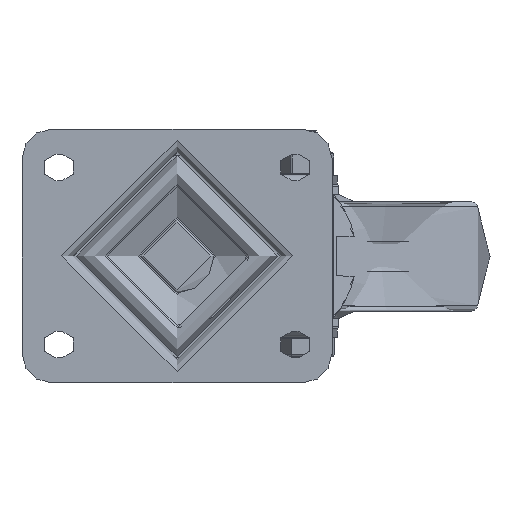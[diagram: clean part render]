
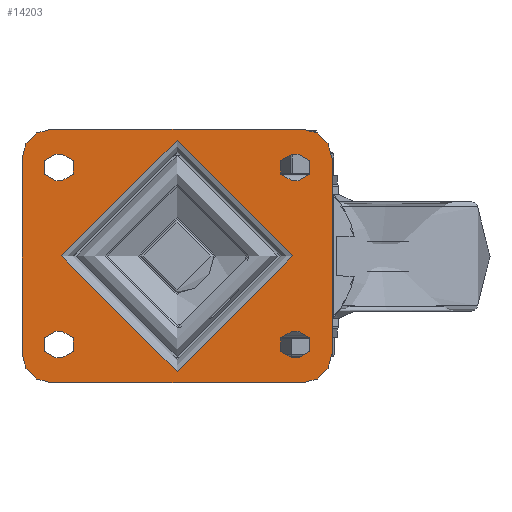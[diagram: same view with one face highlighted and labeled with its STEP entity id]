
A CAD part, top view. The second image highlights one B-rep face of the part: STEP entity #14203.
In plain terms, the highlighted planar face has unit normal (0, 0, 1).
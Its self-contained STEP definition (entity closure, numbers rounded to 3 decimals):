
#1238=FACE_BOUND('',#5293,.T.);
#1239=FACE_BOUND('',#5294,.T.);
#1240=FACE_BOUND('',#5295,.T.);
#1241=FACE_BOUND('',#5296,.T.);
#1242=FACE_BOUND('',#5297,.T.);
#1561=PLANE('',#15527);
#2538=LINE('',#31674,#3459);
#2539=LINE('',#31675,#3460);
#2540=LINE('',#31676,#3461);
#2541=LINE('',#31677,#3462);
#2542=LINE('',#31678,#3463);
#2543=LINE('',#31679,#3464);
#2544=LINE('',#31680,#3465);
#2545=LINE('',#31681,#3466);
#2546=LINE('',#31682,#3467);
#2547=LINE('',#31683,#3468);
#2548=LINE('',#31684,#3469);
#2549=LINE('',#31685,#3470);
#3459=VECTOR('',#18532,1000.);
#3460=VECTOR('',#18533,1000.);
#3461=VECTOR('',#18534,1000.);
#3462=VECTOR('',#18535,1000.);
#3463=VECTOR('',#18536,1000.);
#3464=VECTOR('',#18537,1000.);
#3465=VECTOR('',#18538,1000.);
#3466=VECTOR('',#18539,1000.);
#3467=VECTOR('',#18540,1000.);
#3468=VECTOR('',#18541,1000.);
#3469=VECTOR('',#18542,1000.);
#3470=VECTOR('',#18543,1000.);
#4334=FACE_OUTER_BOUND('',#5292,.T.);
#5292=EDGE_LOOP('',(#12715,#12716,#12717,#12718,#12719,#12720,#12721,#12722));
#5293=EDGE_LOOP('',(#12723));
#5294=EDGE_LOOP('',(#12724,#12725,#12726,#12727));
#5295=EDGE_LOOP('',(#12728,#12729,#12730,#12731));
#5296=EDGE_LOOP('',(#12732,#12733,#12734,#12735));
#5297=EDGE_LOOP('',(#12736,#12737,#12738,#12739));
#5743=CIRCLE('',#15196,4.5);
#5745=CIRCLE('',#15199,4.5);
#5747=CIRCLE('',#15202,4.5);
#5749=CIRCLE('',#15205,4.5);
#5751=CIRCLE('',#15208,4.5);
#5753=CIRCLE('',#15211,4.5);
#5755=CIRCLE('',#15214,4.5);
#5757=CIRCLE('',#15217,4.5);
#5758=CIRCLE('',#15219,10.);
#5760=CIRCLE('',#15222,10.);
#5762=CIRCLE('',#15225,10.);
#5764=CIRCLE('',#15228,10.);
#5774=CIRCLE('',#15242,39.);
#6863=VERTEX_POINT('',#30460);
#6864=VERTEX_POINT('',#30462);
#6867=VERTEX_POINT('',#30469);
#6868=VERTEX_POINT('',#30471);
#6871=VERTEX_POINT('',#30478);
#6872=VERTEX_POINT('',#30480);
#6875=VERTEX_POINT('',#30487);
#6876=VERTEX_POINT('',#30489);
#6879=VERTEX_POINT('',#30496);
#6880=VERTEX_POINT('',#30498);
#6883=VERTEX_POINT('',#30505);
#6884=VERTEX_POINT('',#30507);
#6887=VERTEX_POINT('',#30514);
#6888=VERTEX_POINT('',#30516);
#6891=VERTEX_POINT('',#30523);
#6892=VERTEX_POINT('',#30525);
#6893=VERTEX_POINT('',#30529);
#6894=VERTEX_POINT('',#30530);
#6897=VERTEX_POINT('',#30538);
#6898=VERTEX_POINT('',#30539);
#6901=VERTEX_POINT('',#30547);
#6902=VERTEX_POINT('',#30548);
#6905=VERTEX_POINT('',#30556);
#6906=VERTEX_POINT('',#30557);
#6915=VERTEX_POINT('',#30583);
#8613=EDGE_CURVE('',#6864,#6863,#5743,.T.);
#8617=EDGE_CURVE('',#6868,#6867,#5745,.T.);
#8621=EDGE_CURVE('',#6872,#6871,#5747,.T.);
#8625=EDGE_CURVE('',#6876,#6875,#5749,.T.);
#8629=EDGE_CURVE('',#6880,#6879,#5751,.T.);
#8633=EDGE_CURVE('',#6884,#6883,#5753,.T.);
#8637=EDGE_CURVE('',#6888,#6887,#5755,.T.);
#8641=EDGE_CURVE('',#6892,#6891,#5757,.T.);
#8643=EDGE_CURVE('',#6893,#6894,#5758,.T.);
#8647=EDGE_CURVE('',#6897,#6898,#5760,.T.);
#8651=EDGE_CURVE('',#6901,#6902,#5762,.T.);
#8655=EDGE_CURVE('',#6905,#6906,#5764,.T.);
#8668=EDGE_CURVE('',#6915,#6915,#5774,.T.);
#9039=EDGE_CURVE('',#6902,#6905,#2538,.T.);
#9040=EDGE_CURVE('',#6898,#6901,#2539,.T.);
#9041=EDGE_CURVE('',#6894,#6897,#2540,.T.);
#9042=EDGE_CURVE('',#6906,#6893,#2541,.T.);
#9043=EDGE_CURVE('',#6887,#6892,#2542,.T.);
#9044=EDGE_CURVE('',#6891,#6888,#2543,.T.);
#9045=EDGE_CURVE('',#6879,#6884,#2544,.T.);
#9046=EDGE_CURVE('',#6883,#6880,#2545,.T.);
#9047=EDGE_CURVE('',#6871,#6876,#2546,.T.);
#9048=EDGE_CURVE('',#6875,#6872,#2547,.T.);
#9049=EDGE_CURVE('',#6863,#6868,#2548,.T.);
#9050=EDGE_CURVE('',#6867,#6864,#2549,.T.);
#12715=ORIENTED_EDGE('',*,*,#8655,.F.);
#12716=ORIENTED_EDGE('',*,*,#9039,.F.);
#12717=ORIENTED_EDGE('',*,*,#8651,.F.);
#12718=ORIENTED_EDGE('',*,*,#9040,.F.);
#12719=ORIENTED_EDGE('',*,*,#8647,.F.);
#12720=ORIENTED_EDGE('',*,*,#9041,.F.);
#12721=ORIENTED_EDGE('',*,*,#8643,.F.);
#12722=ORIENTED_EDGE('',*,*,#9042,.F.);
#12723=ORIENTED_EDGE('',*,*,#8668,.F.);
#12724=ORIENTED_EDGE('',*,*,#9043,.T.);
#12725=ORIENTED_EDGE('',*,*,#8641,.T.);
#12726=ORIENTED_EDGE('',*,*,#9044,.T.);
#12727=ORIENTED_EDGE('',*,*,#8637,.T.);
#12728=ORIENTED_EDGE('',*,*,#9045,.T.);
#12729=ORIENTED_EDGE('',*,*,#8633,.T.);
#12730=ORIENTED_EDGE('',*,*,#9046,.T.);
#12731=ORIENTED_EDGE('',*,*,#8629,.T.);
#12732=ORIENTED_EDGE('',*,*,#9047,.T.);
#12733=ORIENTED_EDGE('',*,*,#8625,.T.);
#12734=ORIENTED_EDGE('',*,*,#9048,.T.);
#12735=ORIENTED_EDGE('',*,*,#8621,.T.);
#12736=ORIENTED_EDGE('',*,*,#9049,.T.);
#12737=ORIENTED_EDGE('',*,*,#8617,.T.);
#12738=ORIENTED_EDGE('',*,*,#9050,.T.);
#12739=ORIENTED_EDGE('',*,*,#8613,.T.);
#14203=ADVANCED_FACE('',(#4334,#1238,#1239,#1240,#1241,#1242),#1561,.T.);
#15196=AXIS2_PLACEMENT_3D('',#30463,#17662,#17663);
#15199=AXIS2_PLACEMENT_3D('',#30472,#17670,#17671);
#15202=AXIS2_PLACEMENT_3D('',#30481,#17678,#17679);
#15205=AXIS2_PLACEMENT_3D('',#30490,#17686,#17687);
#15208=AXIS2_PLACEMENT_3D('',#30499,#17694,#17695);
#15211=AXIS2_PLACEMENT_3D('',#30508,#17702,#17703);
#15214=AXIS2_PLACEMENT_3D('',#30517,#17710,#17711);
#15217=AXIS2_PLACEMENT_3D('',#30526,#17718,#17719);
#15219=AXIS2_PLACEMENT_3D('',#30531,#17723,#17724);
#15222=AXIS2_PLACEMENT_3D('',#30540,#17731,#17732);
#15225=AXIS2_PLACEMENT_3D('',#30549,#17739,#17740);
#15228=AXIS2_PLACEMENT_3D('',#30558,#17747,#17748);
#15242=AXIS2_PLACEMENT_3D('',#30584,#17778,#17779);
#15527=AXIS2_PLACEMENT_3D('',#31673,#18530,#18531);
#17662=DIRECTION('center_axis',(0.,0.,-1.));
#17663=DIRECTION('ref_axis',(1.,0.,0.));
#17670=DIRECTION('center_axis',(0.,0.,-1.));
#17671=DIRECTION('ref_axis',(-1.,0.,0.));
#17678=DIRECTION('center_axis',(0.,0.,-1.));
#17679=DIRECTION('ref_axis',(1.,0.,0.));
#17686=DIRECTION('center_axis',(0.,0.,-1.));
#17687=DIRECTION('ref_axis',(-1.,0.,0.));
#17694=DIRECTION('center_axis',(0.,0.,-1.));
#17695=DIRECTION('ref_axis',(-1.,0.,0.));
#17702=DIRECTION('center_axis',(0.,0.,-1.));
#17703=DIRECTION('ref_axis',(1.,0.,0.));
#17710=DIRECTION('center_axis',(0.,0.,-1.));
#17711=DIRECTION('ref_axis',(-1.,0.,0.));
#17718=DIRECTION('center_axis',(0.,0.,-1.));
#17719=DIRECTION('ref_axis',(1.,0.,0.));
#17723=DIRECTION('center_axis',(0.,0.,-1.));
#17724=DIRECTION('ref_axis',(-0.707,0.707,0.));
#17731=DIRECTION('center_axis',(0.,0.,-1.));
#17732=DIRECTION('ref_axis',(0.707,0.707,0.));
#17739=DIRECTION('center_axis',(0.,0.,-1.));
#17740=DIRECTION('ref_axis',(0.707,-0.707,0.));
#17747=DIRECTION('center_axis',(0.,0.,-1.));
#17748=DIRECTION('ref_axis',(-0.707,-0.707,0.));
#17778=DIRECTION('center_axis',(0.,0.,1.));
#17779=DIRECTION('ref_axis',(0.,-1.,0.));
#18530=DIRECTION('center_axis',(0.,0.,1.));
#18531=DIRECTION('ref_axis',(1.,0.,0.));
#18532=DIRECTION('',(-1.,0.,0.));
#18533=DIRECTION('',(0.,-1.,0.));
#18534=DIRECTION('',(1.,0.,0.));
#18535=DIRECTION('',(0.,1.,0.));
#18536=DIRECTION('',(-1.,0.,0.));
#18537=DIRECTION('',(1.,0.,0.));
#18538=DIRECTION('',(-1.,0.,0.));
#18539=DIRECTION('',(1.,0.,0.));
#18540=DIRECTION('',(1.,0.,0.));
#18541=DIRECTION('',(-1.,0.,0.));
#18542=DIRECTION('',(1.,0.,0.));
#18543=DIRECTION('',(-1.,0.,0.));
#30460=CARTESIAN_POINT('',(39.,-25.5,0.));
#30462=CARTESIAN_POINT('',(39.,-34.5,0.));
#30463=CARTESIAN_POINT('Origin',(39.,-30.,0.));
#30469=CARTESIAN_POINT('',(41.,-34.5,0.));
#30471=CARTESIAN_POINT('',(41.,-25.5,0.));
#30472=CARTESIAN_POINT('Origin',(41.,-30.,0.));
#30478=CARTESIAN_POINT('',(39.,34.5,0.));
#30480=CARTESIAN_POINT('',(39.,25.5,0.));
#30481=CARTESIAN_POINT('Origin',(39.,30.,0.));
#30487=CARTESIAN_POINT('',(41.,25.5,0.));
#30489=CARTESIAN_POINT('',(41.,34.5,0.));
#30490=CARTESIAN_POINT('Origin',(41.,30.,0.));
#30496=CARTESIAN_POINT('',(-39.,-34.5,0.));
#30498=CARTESIAN_POINT('',(-39.,-25.5,0.));
#30499=CARTESIAN_POINT('Origin',(-39.,-30.,0.));
#30505=CARTESIAN_POINT('',(-41.,-25.5,0.));
#30507=CARTESIAN_POINT('',(-41.,-34.5,0.));
#30508=CARTESIAN_POINT('Origin',(-41.,-30.,0.));
#30514=CARTESIAN_POINT('',(-39.,25.5,0.));
#30516=CARTESIAN_POINT('',(-39.,34.5,0.));
#30517=CARTESIAN_POINT('Origin',(-39.,30.,0.));
#30523=CARTESIAN_POINT('',(-41.,34.5,0.));
#30525=CARTESIAN_POINT('',(-41.,25.5,0.));
#30526=CARTESIAN_POINT('Origin',(-41.,30.,0.));
#30529=CARTESIAN_POINT('',(-52.5,33.,0.));
#30530=CARTESIAN_POINT('',(-42.5,43.,0.));
#30531=CARTESIAN_POINT('Origin',(-42.5,33.,0.));
#30538=CARTESIAN_POINT('',(42.5,43.,0.));
#30539=CARTESIAN_POINT('',(52.5,33.,0.));
#30540=CARTESIAN_POINT('Origin',(42.5,33.,0.));
#30547=CARTESIAN_POINT('',(52.5,-33.,0.));
#30548=CARTESIAN_POINT('',(42.5,-43.,0.));
#30549=CARTESIAN_POINT('Origin',(42.5,-33.,0.));
#30556=CARTESIAN_POINT('',(-42.5,-43.,0.));
#30557=CARTESIAN_POINT('',(-52.5,-33.,0.));
#30558=CARTESIAN_POINT('Origin',(-42.5,-33.,0.));
#30583=CARTESIAN_POINT('',(39.,0.,0.));
#30584=CARTESIAN_POINT('Origin',(0.,0.,0.));
#31673=CARTESIAN_POINT('Origin',(0.,0.,0.));
#31674=CARTESIAN_POINT('',(52.5,-43.,0.));
#31675=CARTESIAN_POINT('',(52.5,43.,0.));
#31676=CARTESIAN_POINT('',(-52.5,43.,0.));
#31677=CARTESIAN_POINT('',(-52.5,-43.,0.));
#31678=CARTESIAN_POINT('',(-41.,25.5,0.));
#31679=CARTESIAN_POINT('',(-41.,34.5,0.));
#31680=CARTESIAN_POINT('',(-41.,-34.5,0.));
#31681=CARTESIAN_POINT('',(-41.,-25.5,0.));
#31682=CARTESIAN_POINT('',(41.,34.5,0.));
#31683=CARTESIAN_POINT('',(41.,25.5,0.));
#31684=CARTESIAN_POINT('',(41.,-25.5,0.));
#31685=CARTESIAN_POINT('',(41.,-34.5,0.));
